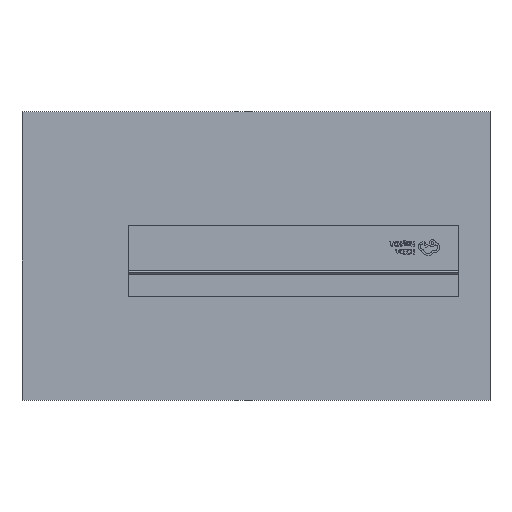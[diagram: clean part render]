
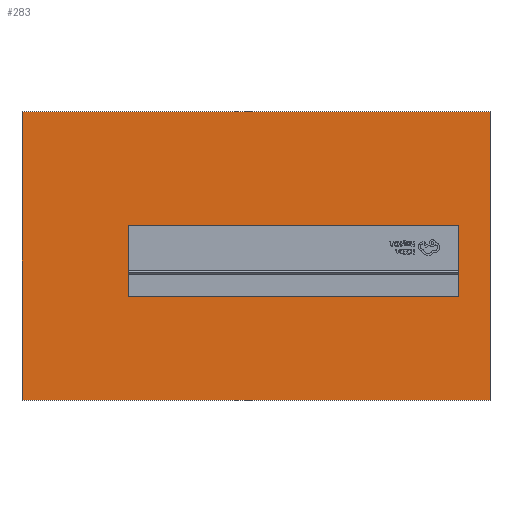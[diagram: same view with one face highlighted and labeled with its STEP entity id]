
A CAD part, top view. The second image highlights one B-rep face of the part: STEP entity #283.
In plain terms, the highlighted planar face has unit normal (0, 0, 1).
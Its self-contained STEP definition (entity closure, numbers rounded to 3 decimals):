
#39 = VERTEX_POINT('',#40);
#40 = CARTESIAN_POINT('',(62.598,-89.04,1.6)
  );
#46 = EDGE_CURVE('',#39,#47,#49,.T.);
#47 = VERTEX_POINT('',#48);
#48 = CARTESIAN_POINT('',(62.598,-126.48,1.6)
  );
#49 = LINE('',#50,#51);
#50 = CARTESIAN_POINT('',(62.598,-89.04,1.6)
  );
#51 = VECTOR('',#52,1.);
#52 = DIRECTION('',(0.,-1.,0.));
#79 = VERTEX_POINT('',#80);
#80 = CARTESIAN_POINT('',(1.918,-89.04,1.6)
  );
#86 = EDGE_CURVE('',#79,#39,#87,.T.);
#87 = LINE('',#88,#89);
#88 = CARTESIAN_POINT('',(1.918,-89.04,1.6)
  );
#89 = VECTOR('',#90,1.);
#90 = DIRECTION('',(1.,0.,0.));
#108 = EDGE_CURVE('',#47,#109,#111,.T.);
#109 = VERTEX_POINT('',#110);
#110 = CARTESIAN_POINT('',(1.918,-126.48,1.6
    ));
#111 = LINE('',#112,#113);
#112 = CARTESIAN_POINT('',(62.598,-126.48,1.6
    ));
#113 = VECTOR('',#114,1.);
#114 = DIRECTION('',(-1.,0.,0.));
#283 = ADVANCED_FACE('',(#284,#295,#306,#317,#328,#339,#350,#361,#372,
    #383,#394,#405,#416),#427,.F.);
#284 = FACE_BOUND('',#285,.F.);
#285 = EDGE_LOOP('',(#286,#287,#288,#294));
#286 = ORIENTED_EDGE('',*,*,#46,.T.);
#287 = ORIENTED_EDGE('',*,*,#108,.T.);
#288 = ORIENTED_EDGE('',*,*,#289,.T.);
#289 = EDGE_CURVE('',#109,#79,#290,.T.);
#290 = LINE('',#291,#292);
#291 = CARTESIAN_POINT('',(1.918,-126.48,1.6
    ));
#292 = VECTOR('',#293,1.);
#293 = DIRECTION('',(0.,1.,0.));
#294 = ORIENTED_EDGE('',*,*,#86,.T.);
#295 = FACE_BOUND('',#296,.F.);
#296 = EDGE_LOOP('',(#297));
#297 = ORIENTED_EDGE('',*,*,#298,.T.);
#298 = EDGE_CURVE('',#299,#299,#301,.T.);
#299 = VERTEX_POINT('',#300);
#300 = CARTESIAN_POINT('',(57.084,-105.029,
    1.6));
#301 = CIRCLE('',#302,0.75);
#302 = AXIS2_PLACEMENT_3D('',#303,#304,#305);
#303 = CARTESIAN_POINT('',(56.334,-105.029,
    1.6));
#304 = DIRECTION('',(0.,0.,1.));
#305 = DIRECTION('',(1.,0.,-0.));
#306 = FACE_BOUND('',#307,.F.);
#307 = EDGE_LOOP('',(#308));
#308 = ORIENTED_EDGE('',*,*,#309,.T.);
#309 = EDGE_CURVE('',#310,#310,#312,.T.);
#310 = VERTEX_POINT('',#311);
#311 = CARTESIAN_POINT('',(53.584,-105.029,
    1.6));
#312 = CIRCLE('',#313,0.75);
#313 = AXIS2_PLACEMENT_3D('',#314,#315,#316);
#314 = CARTESIAN_POINT('',(52.834,-105.029,
    1.6));
#315 = DIRECTION('',(0.,0.,1.));
#316 = DIRECTION('',(1.,0.,-0.));
#317 = FACE_BOUND('',#318,.F.);
#318 = EDGE_LOOP('',(#319));
#319 = ORIENTED_EDGE('',*,*,#320,.T.);
#320 = EDGE_CURVE('',#321,#321,#323,.T.);
#321 = VERTEX_POINT('',#322);
#322 = CARTESIAN_POINT('',(50.084,-105.029,
    1.6));
#323 = CIRCLE('',#324,0.75);
#324 = AXIS2_PLACEMENT_3D('',#325,#326,#327);
#325 = CARTESIAN_POINT('',(49.334,-105.029,
    1.6));
#326 = DIRECTION('',(0.,0.,1.));
#327 = DIRECTION('',(1.,0.,-0.));
#328 = FACE_BOUND('',#329,.F.);
#329 = EDGE_LOOP('',(#330));
#330 = ORIENTED_EDGE('',*,*,#331,.T.);
#331 = EDGE_CURVE('',#332,#332,#334,.T.);
#332 = VERTEX_POINT('',#333);
#333 = CARTESIAN_POINT('',(46.584,-105.029,
    1.6));
#334 = CIRCLE('',#335,0.75);
#335 = AXIS2_PLACEMENT_3D('',#336,#337,#338);
#336 = CARTESIAN_POINT('',(45.834,-105.029,
    1.6));
#337 = DIRECTION('',(0.,0.,1.));
#338 = DIRECTION('',(1.,0.,-0.));
#339 = FACE_BOUND('',#340,.F.);
#340 = EDGE_LOOP('',(#341));
#341 = ORIENTED_EDGE('',*,*,#342,.T.);
#342 = EDGE_CURVE('',#343,#343,#345,.T.);
#343 = VERTEX_POINT('',#344);
#344 = CARTESIAN_POINT('',(43.084,-105.029,
    1.6));
#345 = CIRCLE('',#346,0.75);
#346 = AXIS2_PLACEMENT_3D('',#347,#348,#349);
#347 = CARTESIAN_POINT('',(42.334,-105.029,
    1.6));
#348 = DIRECTION('',(0.,0.,1.));
#349 = DIRECTION('',(1.,0.,-0.));
#350 = FACE_BOUND('',#351,.F.);
#351 = EDGE_LOOP('',(#352));
#352 = ORIENTED_EDGE('',*,*,#353,.T.);
#353 = EDGE_CURVE('',#354,#354,#356,.T.);
#354 = VERTEX_POINT('',#355);
#355 = CARTESIAN_POINT('',(39.584,-105.029,
    1.6));
#356 = CIRCLE('',#357,0.75);
#357 = AXIS2_PLACEMENT_3D('',#358,#359,#360);
#358 = CARTESIAN_POINT('',(38.834,-105.029,
    1.6));
#359 = DIRECTION('',(0.,0.,1.));
#360 = DIRECTION('',(1.,0.,-0.));
#361 = FACE_BOUND('',#362,.F.);
#362 = EDGE_LOOP('',(#363));
#363 = ORIENTED_EDGE('',*,*,#364,.T.);
#364 = EDGE_CURVE('',#365,#365,#367,.T.);
#365 = VERTEX_POINT('',#366);
#366 = CARTESIAN_POINT('',(36.084,-105.029,
    1.6));
#367 = CIRCLE('',#368,0.75);
#368 = AXIS2_PLACEMENT_3D('',#369,#370,#371);
#369 = CARTESIAN_POINT('',(35.334,-105.029,
    1.6));
#370 = DIRECTION('',(0.,0.,1.));
#371 = DIRECTION('',(1.,0.,-0.));
#372 = FACE_BOUND('',#373,.F.);
#373 = EDGE_LOOP('',(#374));
#374 = ORIENTED_EDGE('',*,*,#375,.T.);
#375 = EDGE_CURVE('',#376,#376,#378,.T.);
#376 = VERTEX_POINT('',#377);
#377 = CARTESIAN_POINT('',(32.584,-105.029,
    1.6));
#378 = CIRCLE('',#379,0.75);
#379 = AXIS2_PLACEMENT_3D('',#380,#381,#382);
#380 = CARTESIAN_POINT('',(31.834,-105.029,
    1.6));
#381 = DIRECTION('',(0.,0.,1.));
#382 = DIRECTION('',(1.,0.,-0.));
#383 = FACE_BOUND('',#384,.F.);
#384 = EDGE_LOOP('',(#385));
#385 = ORIENTED_EDGE('',*,*,#386,.T.);
#386 = EDGE_CURVE('',#387,#387,#389,.T.);
#387 = VERTEX_POINT('',#388);
#388 = CARTESIAN_POINT('',(29.084,-105.029,
    1.6));
#389 = CIRCLE('',#390,0.75);
#390 = AXIS2_PLACEMENT_3D('',#391,#392,#393);
#391 = CARTESIAN_POINT('',(28.334,-105.029,
    1.6));
#392 = DIRECTION('',(0.,0.,1.));
#393 = DIRECTION('',(1.,0.,-0.));
#394 = FACE_BOUND('',#395,.F.);
#395 = EDGE_LOOP('',(#396));
#396 = ORIENTED_EDGE('',*,*,#397,.T.);
#397 = EDGE_CURVE('',#398,#398,#400,.T.);
#398 = VERTEX_POINT('',#399);
#399 = CARTESIAN_POINT('',(25.584,-105.029,
    1.6));
#400 = CIRCLE('',#401,0.75);
#401 = AXIS2_PLACEMENT_3D('',#402,#403,#404);
#402 = CARTESIAN_POINT('',(24.834,-105.029,
    1.6));
#403 = DIRECTION('',(0.,0.,1.));
#404 = DIRECTION('',(1.,0.,-0.));
#405 = FACE_BOUND('',#406,.F.);
#406 = EDGE_LOOP('',(#407));
#407 = ORIENTED_EDGE('',*,*,#408,.T.);
#408 = EDGE_CURVE('',#409,#409,#411,.T.);
#409 = VERTEX_POINT('',#410);
#410 = CARTESIAN_POINT('',(22.084,-105.029,
    1.6));
#411 = CIRCLE('',#412,0.75);
#412 = AXIS2_PLACEMENT_3D('',#413,#414,#415);
#413 = CARTESIAN_POINT('',(21.334,-105.029,
    1.6));
#414 = DIRECTION('',(0.,0.,1.));
#415 = DIRECTION('',(1.,0.,-0.));
#416 = FACE_BOUND('',#417,.F.);
#417 = EDGE_LOOP('',(#418));
#418 = ORIENTED_EDGE('',*,*,#419,.T.);
#419 = EDGE_CURVE('',#420,#420,#422,.T.);
#420 = VERTEX_POINT('',#421);
#421 = CARTESIAN_POINT('',(18.584,-105.029,
    1.6));
#422 = CIRCLE('',#423,0.75);
#423 = AXIS2_PLACEMENT_3D('',#424,#425,#426);
#424 = CARTESIAN_POINT('',(17.834,-105.029,
    1.6));
#425 = DIRECTION('',(0.,0.,1.));
#426 = DIRECTION('',(1.,0.,-0.));
#427 = PLANE('',#428);
#428 = AXIS2_PLACEMENT_3D('',#429,#430,#431);
#429 = CARTESIAN_POINT('',(32.258,-107.76,
    1.6));
#430 = DIRECTION('',(-0.,-0.,-1.));
#431 = DIRECTION('',(-1.,0.,0.));
